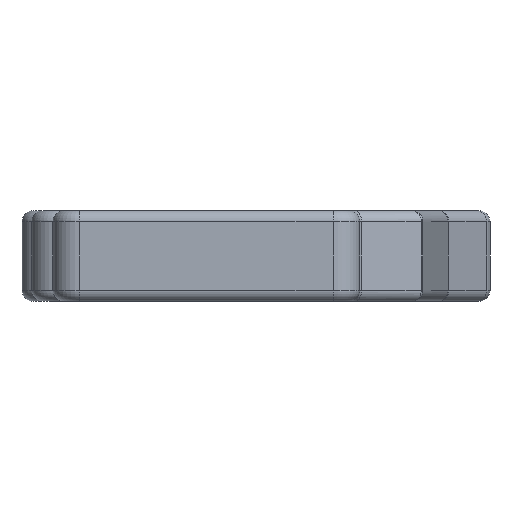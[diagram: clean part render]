
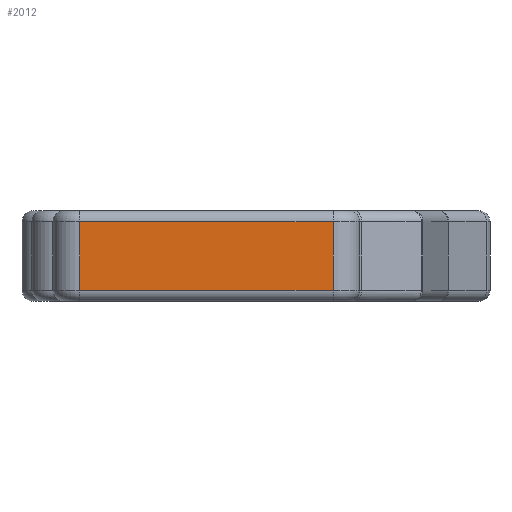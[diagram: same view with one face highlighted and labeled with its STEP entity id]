
A CAD part, left-side view. The second image highlights one B-rep face of the part: STEP entity #2012.
In plain terms, the highlighted planar face has unit normal (-1, 0, 0).
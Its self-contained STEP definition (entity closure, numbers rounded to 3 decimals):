
#1973=CARTESIAN_POINT('',(-64.536,14.72,5.));
#1974=DIRECTION('',(1.,0.,0.));
#1975=DIRECTION('',(0.,0.,-1.));
#1976=AXIS2_PLACEMENT_3D('',#1973,#1974,#1975);
#1977=PLANE('',#1976);
#1978=CARTESIAN_POINT('',(-64.536,39.847,2.5));
#1979=VERTEX_POINT('',#1978);
#1980=CARTESIAN_POINT('',(-64.536,39.847,18.));
#1981=VERTEX_POINT('',#1980);
#1982=CARTESIAN_POINT('',(-64.536,39.847,2.5));
#1983=DIRECTION('',(0.,0.,1.));
#1984=VECTOR('',#1983,15.5);
#1985=LINE('',#1982,#1984);
#1986=EDGE_CURVE('',#1979,#1981,#1985,.T.);
#1987=ORIENTED_EDGE('',*,*,#1986,.F.);
#1988=CARTESIAN_POINT('',(-64.536,-17.407,2.5));
#1989=VERTEX_POINT('',#1988);
#1990=CARTESIAN_POINT('',(-64.536,39.847,2.5));
#1991=DIRECTION('',(0.,-1.,0.));
#1992=VECTOR('',#1991,57.254);
#1993=LINE('',#1990,#1992);
#1994=EDGE_CURVE('',#1979,#1989,#1993,.T.);
#1995=ORIENTED_EDGE('',*,*,#1994,.T.);
#1996=CARTESIAN_POINT('',(-64.536,-17.407,18.));
#1997=VERTEX_POINT('',#1996);
#1998=CARTESIAN_POINT('',(-64.536,-17.407,2.5));
#1999=DIRECTION('',(0.,0.,1.));
#2000=VECTOR('',#1999,15.5);
#2001=LINE('',#1998,#2000);
#2002=EDGE_CURVE('',#1989,#1997,#2001,.T.);
#2003=ORIENTED_EDGE('',*,*,#2002,.T.);
#2004=CARTESIAN_POINT('',(-64.536,-17.407,18.));
#2005=DIRECTION('',(-0.,1.,-0.));
#2006=VECTOR('',#2005,57.254);
#2007=LINE('',#2004,#2006);
#2008=EDGE_CURVE('',#1997,#1981,#2007,.T.);
#2009=ORIENTED_EDGE('',*,*,#2008,.T.);
#2010=EDGE_LOOP('',(#1987,#1995,#2003,#2009));
#2011=FACE_BOUND('',#2010,.T.);
#2012=ADVANCED_FACE('',(#2011),#1977,.F.);
